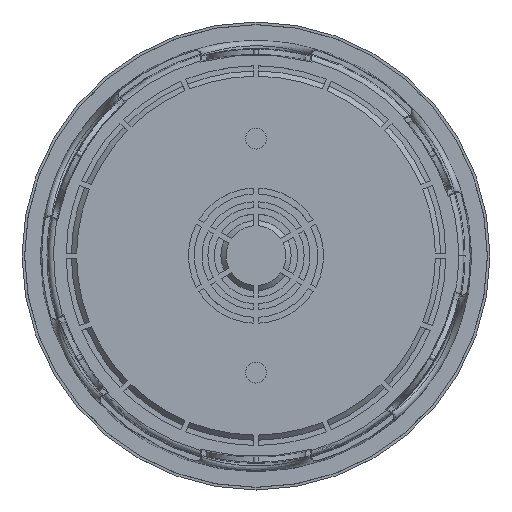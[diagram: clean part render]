
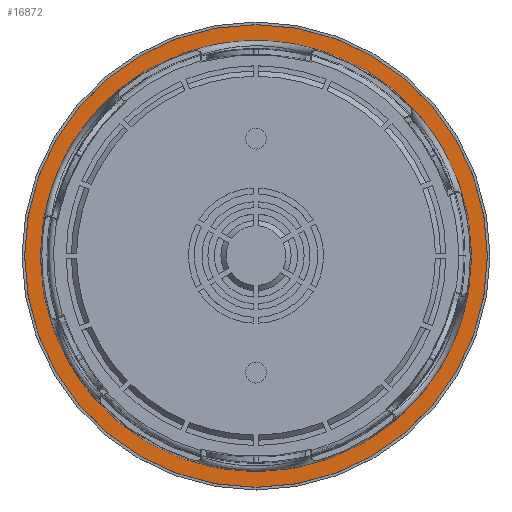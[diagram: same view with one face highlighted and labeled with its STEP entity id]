
A CAD part, top view. The second image highlights one B-rep face of the part: STEP entity #16872.
In plain terms, the highlighted planar face has unit normal (0, 0, 1).
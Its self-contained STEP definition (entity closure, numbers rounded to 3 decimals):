
#1218 = AXIS2_PLACEMENT_3D ( 'NONE', #22454, #36776, #16536 ) ;
#1296 = CARTESIAN_POINT ( 'NONE',  ( 0., 0., 1.5 ) ) ;
#2813 = ORIENTED_EDGE ( 'NONE', *, *, #26778, .F. ) ;
#4401 = FACE_BOUND ( 'NONE', #24126, .T. ) ;
#5105 = CARTESIAN_POINT ( 'NONE',  ( 41.487, 0., 1.5 ) ) ;
#9900 = CARTESIAN_POINT ( 'NONE',  ( 0., 0., 1.5 ) ) ;
#10443 = DIRECTION ( 'NONE',  ( -1., 0., 0. ) ) ;
#12731 = EDGE_CURVE ( 'NONE', #36510, #27778, #14945, .T. ) ;
#13171 = VERTEX_POINT ( 'NONE', #14422 ) ;
#14217 = CIRCLE ( 'NONE', #28758, 44.487 ) ;
#14422 = CARTESIAN_POINT ( 'NONE',  ( 44.487, 0., 1.5 ) ) ;
#14945 = CIRCLE ( 'NONE', #31377, 41.487 ) ;
#15857 = DIRECTION ( 'NONE',  ( 0., 0., -1. ) ) ;
#16536 = DIRECTION ( 'NONE',  ( 0., -1., 0. ) ) ;
#16872 = ADVANCED_FACE ( 'NONE', ( #4401, #37915 ), #24682, .F. ) ;
#18057 = EDGE_LOOP ( 'NONE', ( #2813, #24810 ) ) ;
#18907 = DIRECTION ( 'NONE',  ( 0., 0., -1. ) ) ;
#19101 = CARTESIAN_POINT ( 'NONE',  ( 0., 0., 1.5 ) ) ;
#19519 = EDGE_CURVE ( 'NONE', #13171, #37373, #26001, .T. ) ;
#22336 = ORIENTED_EDGE ( 'NONE', *, *, #12731, .T. ) ;
#22454 = CARTESIAN_POINT ( 'NONE',  ( 0., 0., 1.5 ) ) ;
#24126 = EDGE_LOOP ( 'NONE', ( #38843, #22336 ) ) ;
#24682 = PLANE ( 'NONE',  #1218 ) ;
#24810 = ORIENTED_EDGE ( 'NONE', *, *, #19519, .F. ) ;
#26001 = CIRCLE ( 'NONE', #37780, 44.487 ) ;
#26395 = CARTESIAN_POINT ( 'NONE',  ( -44.487, 0., 1.5 ) ) ;
#26778 = EDGE_CURVE ( 'NONE', #37373, #13171, #14217, .T. ) ;
#27778 = VERTEX_POINT ( 'NONE', #5105 ) ;
#28126 = AXIS2_PLACEMENT_3D ( 'NONE', #19101, #18907, #33567 ) ;
#28280 = EDGE_CURVE ( 'NONE', #27778, #36510, #37016, .T. ) ;
#28485 = CARTESIAN_POINT ( 'NONE',  ( -41.487, 0., 1.5 ) ) ;
#28758 = AXIS2_PLACEMENT_3D ( 'NONE', #9900, #15857, #30899 ) ;
#29368 = CARTESIAN_POINT ( 'NONE',  ( 0., 0., 1.5 ) ) ;
#30899 = DIRECTION ( 'NONE',  ( -1., 0., 0. ) ) ;
#31377 = AXIS2_PLACEMENT_3D ( 'NONE', #1296, #37583, #10443 ) ;
#32530 = DIRECTION ( 'NONE',  ( 0., 0., -1. ) ) ;
#33567 = DIRECTION ( 'NONE',  ( -1., 0., 0. ) ) ;
#36510 = VERTEX_POINT ( 'NONE', #28485 ) ;
#36776 = DIRECTION ( 'NONE',  ( 0., 0., -1. ) ) ;
#37016 = CIRCLE ( 'NONE', #28126, 41.487 ) ;
#37373 = VERTEX_POINT ( 'NONE', #26395 ) ;
#37583 = DIRECTION ( 'NONE',  ( 0., 0., -1. ) ) ;
#37780 = AXIS2_PLACEMENT_3D ( 'NONE', #29368, #32530, #37909 ) ;
#37909 = DIRECTION ( 'NONE',  ( -1., 0., 0. ) ) ;
#37915 = FACE_OUTER_BOUND ( 'NONE', #18057, .T. ) ;
#38843 = ORIENTED_EDGE ( 'NONE', *, *, #28280, .T. ) ;
